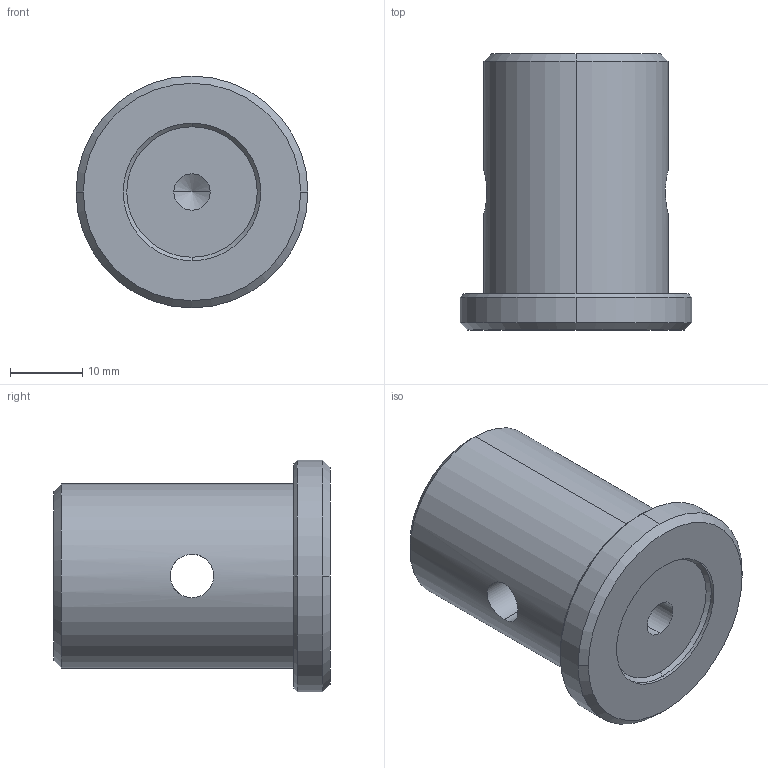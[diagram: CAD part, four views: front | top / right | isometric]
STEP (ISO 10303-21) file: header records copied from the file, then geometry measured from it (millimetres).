
FILE_DESCRIPTION (( 'STEP AP214' ), '1' );
FILE_NAME ('523851.STEP', '2019-10-15T07:10:57', ( 'user' ), ( '微软中国' ), 'SwSTEP 2.0', 'SolidWorks 2016', '' );
FILE_SCHEMA (( 'AUTOMOTIVE_DESIGN' ));
Length unit declared in the file: millimetre
Products named in the file (1): 523851
Bounding box: 32 x 38.1 x 32 mm (x, y, z)
Volume: 19113.8 mm3; surface area: 5452.7 mm2
Topology: 1 solids, 1 shells, 33 faces, 76 edges, 46 vertices
Faces by surface type: cylinder 14, cone 14, plane 5
Entity records: 1072 total; most frequent: CARTESIAN_POINT 276, DIRECTION 176, ORIENTED_EDGE 144, AXIS2_PLACEMENT_3D 74, EDGE_CURVE 72, VERTEX_POINT 46, EDGE_LOOP 40, CIRCLE 40
